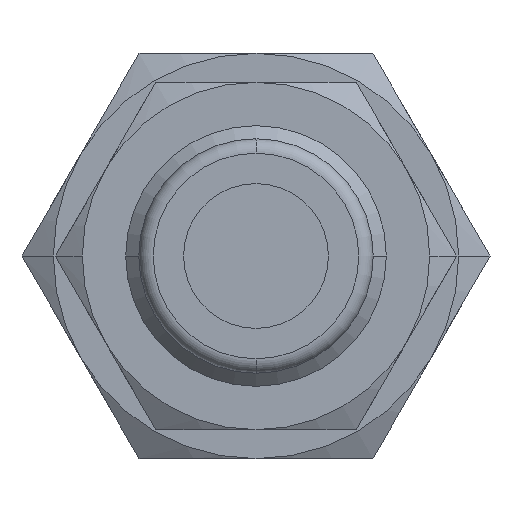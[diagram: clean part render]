
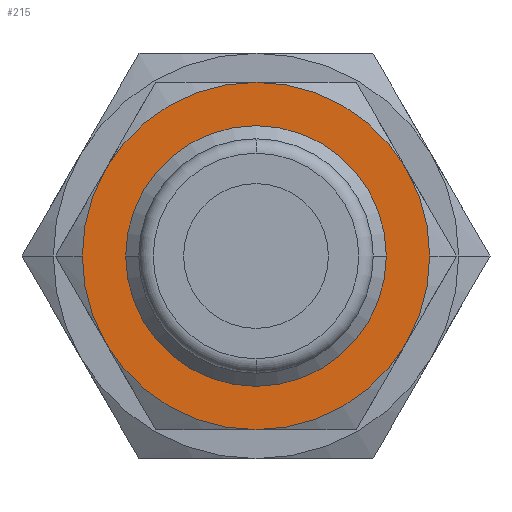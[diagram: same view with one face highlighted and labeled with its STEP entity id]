
A CAD part, front view. The second image highlights one B-rep face of the part: STEP entity #215.
In plain terms, the highlighted planar face has unit normal (0, -1, 0).
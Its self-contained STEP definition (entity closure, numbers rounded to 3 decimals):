
#215=ADVANCED_FACE('',(#460,#461),#462,.T.);
#460=FACE_OUTER_BOUND('',#735,.T.);
#461=FACE_BOUND('',#736,.T.);
#462=PLANE('',#737);
#735=EDGE_LOOP('',(#1287,#1288,#1289,#1290,#1291,#1292,#1293,#1294));
#736=EDGE_LOOP('',(#1295,#1296));
#737=AXIS2_PLACEMENT_3D('',#1297,#1298,#1299);
#1287=ORIENTED_EDGE('',*,*,#1796,.F.);
#1288=ORIENTED_EDGE('',*,*,#1797,.F.);
#1289=ORIENTED_EDGE('',*,*,#1798,.F.);
#1290=ORIENTED_EDGE('',*,*,#1799,.F.);
#1291=ORIENTED_EDGE('',*,*,#1674,.F.);
#1292=ORIENTED_EDGE('',*,*,#1800,.F.);
#1293=ORIENTED_EDGE('',*,*,#1801,.F.);
#1294=ORIENTED_EDGE('',*,*,#1669,.F.);
#1295=ORIENTED_EDGE('',*,*,#1617,.F.);
#1296=ORIENTED_EDGE('',*,*,#1802,.F.);
#1297=CARTESIAN_POINT('',(3.0,14.0,0.0));
#1298=DIRECTION('',(-0.0,-1.0,-0.0));
#1299=DIRECTION('',(-1.0,0.0,0.0));
#1617=EDGE_CURVE('',#1933,#1929,#1935,.T.);
#1669=EDGE_CURVE('',#2017,#2020,#2021,.T.);
#1674=EDGE_CURVE('',#2027,#2025,#2029,.T.);
#1796=EDGE_CURVE('',#2199,#2017,#2200,.T.);
#1797=EDGE_CURVE('',#2201,#2199,#2202,.T.);
#1798=EDGE_CURVE('',#2203,#2201,#2204,.T.);
#1799=EDGE_CURVE('',#2025,#2203,#2205,.T.);
#1800=EDGE_CURVE('',#2206,#2027,#2207,.T.);
#1801=EDGE_CURVE('',#2020,#2206,#2208,.T.);
#1802=EDGE_CURVE('',#1929,#1933,#2209,.T.);
#1929=VERTEX_POINT('',#2472);
#1933=VERTEX_POINT('',#2477);
#1935=CIRCLE('',#2480,4.5);
#2017=VERTEX_POINT('',#2602);
#2020=VERTEX_POINT('',#2606);
#2021=CIRCLE('',#2607,6.0);
#2025=VERTEX_POINT('',#2622);
#2027=VERTEX_POINT('',#2625);
#2029=CIRCLE('',#2638,6.0);
#2199=VERTEX_POINT('',#3094);
#2200=CIRCLE('',#3095,6.0);
#2201=VERTEX_POINT('',#3096);
#2202=CIRCLE('',#3097,6.0);
#2203=VERTEX_POINT('',#3098);
#2204=CIRCLE('',#3099,6.0);
#2205=CIRCLE('',#3100,6.0);
#2206=VERTEX_POINT('',#3101);
#2207=CIRCLE('',#3102,6.0);
#2208=CIRCLE('',#3103,6.0);
#2209=CIRCLE('',#3104,4.5);
#2472=CARTESIAN_POINT('',(4.5,14.0,0.));
#2477=CARTESIAN_POINT('',(-4.5,14.0,0.));
#2480=AXIS2_PLACEMENT_3D('',#3474,#3475,#3476);
#2602=CARTESIAN_POINT('',(6.0,14.0,0.));
#2606=CARTESIAN_POINT('',(5.196,14.0,-3.0));
#2607=AXIS2_PLACEMENT_3D('',#3550,#3551,#3552);
#2622=CARTESIAN_POINT('',(-6.0,14.0,0.));
#2625=CARTESIAN_POINT('',(-5.196,14.0,-3.0));
#2638=AXIS2_PLACEMENT_3D('',#3554,#3555,#3556);
#3094=CARTESIAN_POINT('',(5.196,14.0,3.0));
#3095=AXIS2_PLACEMENT_3D('',#3687,#3688,#3689);
#3096=CARTESIAN_POINT('',(0.,14.0,6.0));
#3097=AXIS2_PLACEMENT_3D('',#3690,#3691,#3692);
#3098=CARTESIAN_POINT('',(-5.196,14.0,3.0));
#3099=AXIS2_PLACEMENT_3D('',#3693,#3694,#3695);
#3100=AXIS2_PLACEMENT_3D('',#3696,#3697,#3698);
#3101=CARTESIAN_POINT('',(0.0,14.0,-6.0));
#3102=AXIS2_PLACEMENT_3D('',#3699,#3700,#3701);
#3103=AXIS2_PLACEMENT_3D('',#3702,#3703,#3704);
#3104=AXIS2_PLACEMENT_3D('',#3705,#3706,#3707);
#3474=CARTESIAN_POINT('',(0.0,14.0,0.0));
#3475=DIRECTION('',(0.0,-1.0,0.0));
#3476=DIRECTION('',(1.0,0.0,0.0));
#3550=CARTESIAN_POINT('',(0.0,14.0,0.0));
#3551=DIRECTION('',(-0.0,1.0,0.0));
#3552=DIRECTION('',(1.0,0.0,0.0));
#3554=CARTESIAN_POINT('',(0.0,14.0,0.0));
#3555=DIRECTION('',(-0.0,1.0,0.0));
#3556=DIRECTION('',(1.0,0.0,0.0));
#3687=CARTESIAN_POINT('',(0.0,14.0,0.0));
#3688=DIRECTION('',(-0.0,1.0,0.0));
#3689=DIRECTION('',(1.0,0.0,0.0));
#3690=CARTESIAN_POINT('',(0.0,14.0,0.0));
#3691=DIRECTION('',(-0.0,1.0,0.0));
#3692=DIRECTION('',(1.0,0.0,0.0));
#3693=CARTESIAN_POINT('',(0.0,14.0,0.0));
#3694=DIRECTION('',(-0.0,1.0,0.0));
#3695=DIRECTION('',(1.0,0.0,0.0));
#3696=CARTESIAN_POINT('',(0.0,14.0,0.0));
#3697=DIRECTION('',(-0.0,1.0,0.0));
#3698=DIRECTION('',(1.0,0.0,0.0));
#3699=CARTESIAN_POINT('',(0.0,14.0,0.0));
#3700=DIRECTION('',(-0.0,1.0,0.0));
#3701=DIRECTION('',(1.0,0.0,0.0));
#3702=CARTESIAN_POINT('',(0.0,14.0,0.0));
#3703=DIRECTION('',(-0.0,1.0,0.0));
#3704=DIRECTION('',(1.0,0.0,0.0));
#3705=CARTESIAN_POINT('',(0.0,14.0,0.0));
#3706=DIRECTION('',(0.0,-1.0,0.0));
#3707=DIRECTION('',(1.0,0.0,0.0));
